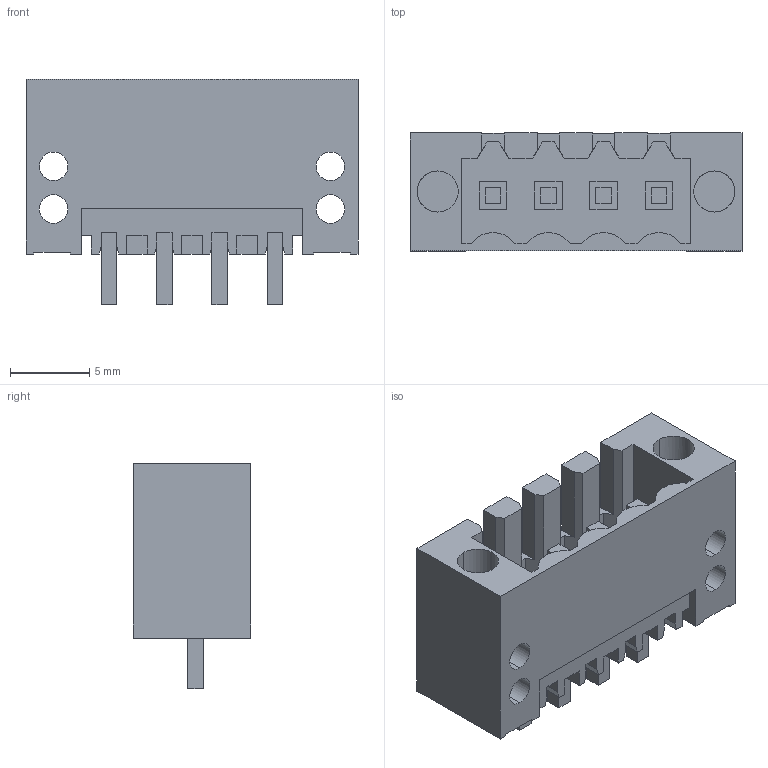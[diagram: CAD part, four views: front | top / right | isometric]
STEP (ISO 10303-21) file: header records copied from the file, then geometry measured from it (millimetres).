
FILE_DESCRIPTION(('CATIA V5 STEP Exchange','CAx-IF Rec.Pracs.--- Model Styling and Organization---1.2---2011-12-15'),'2;1');
FILE_NAME ('D1453300_0_1607520000_1607520000.stp','2018-03-13T07:12:08+00:00',('none'),('Weidmueller'),'CATIA Version 5-6 Release 2014','CATIA V5 STEP AP214','none');
FILE_SCHEMA(('AUTOMOTIVE_DESIGN { 1 0 10303 214 1 1 1 1 }'));
Length unit declared in the file: millimetre
Products named in the file (1): 1607520000
Bounding box: 21 x 7.45 x 14.25 mm (x, y, z)
Volume: 802.4 mm3; surface area: 2030.8 mm2
Topology: 5 solids, 5 shells, 318 faces, 905 edges, 605 vertices
Faces by surface type: plane 292, cylinder 26
Entity records: 10116 total; most frequent: ORIENTED_EDGE 1802, CARTESIAN_POINT 1801, DIRECTION 1374, EDGE_CURVE 901, VECTOR 849, LINE 849, VERTEX_POINT 603, EDGE_LOOP 350
